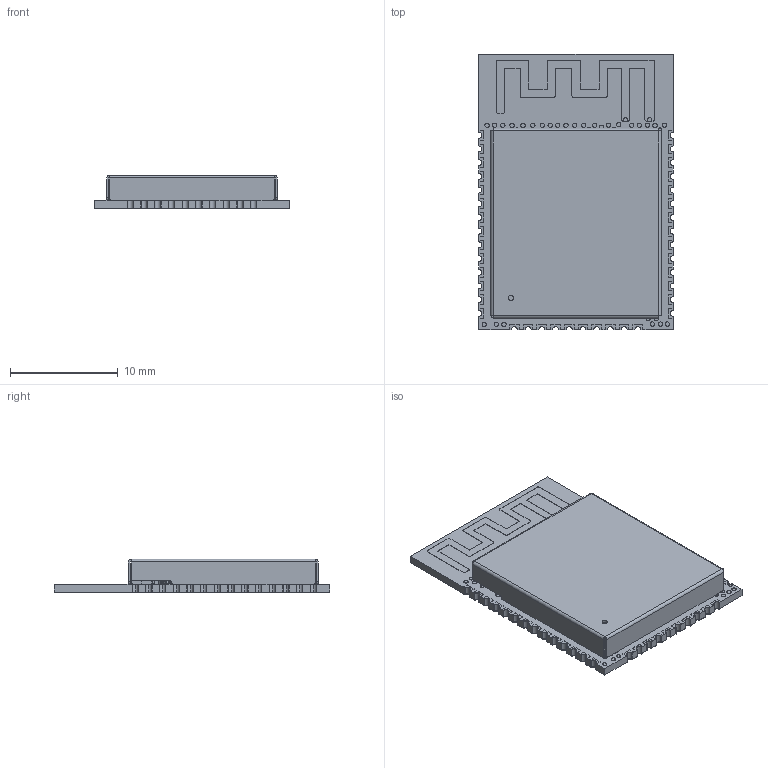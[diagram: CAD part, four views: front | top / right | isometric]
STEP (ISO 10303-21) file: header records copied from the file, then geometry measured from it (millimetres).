
FILE_DESCRIPTION (( 'STEP AP214' ), '1' );
FILE_NAME ('ESP32-WROOM-32E.STEP', '2021-03-08T06:00:57', ( 'madcow' ), ( 'Microsoft' ), 'SwSTEP 2.0', 'SolidWorks 2019', '' );
FILE_SCHEMA (( 'AUTOMOTIVE_DESIGN' ));
Length unit declared in the file: millimetre
Products named in the file (717): uid__1-423^DesignRootModel_PCB_ESP32-WROOM-32E_V1(2)_PCB_ESP32-WROOM-32E_V1; uid__1-507^DesignRootModel_PCB_ESP32-WROOM-32E_V1(2)_PCB_ESP32-WROOM-32E_V1; uid__1-590^DesignRootModel_PCB_ESP32-WROOM-32E_V1(2)_PCB_ESP32-WROOM-32E_V1; uid__1-674^DesignRootModel_PCB_ESP32-WROOM-32E_V1(2)_PCB_ESP32-WROOM-32E_V1; uid__4-78^DesignRootModel_PCB_ESP32-WROOM-32E_V1(2)_bottom; L0201_20210301.STEP^Submodel-L0201_part_DesignRootModel_PCB_ESP32-WROOM-32E_V1(2)_PCB_ESP32-WROOM-32E_V1; uid__4-163^DesignRootModel_PCB_ESP32-WROOM-32E_V1(2)_bottom; uid__4-249^DesignRootModel_PCB_ESP32-WROOM-32E_V1(2)_bottom; uid__1-354^DesignRootModel_PCB_ESP32-WROOM-32E_V1(2)_PCB_ESP32-WROOM-32E_V1; uid__1-438^DesignRootModel_PCB_ESP32-WROOM-32E_V1(2)_PCB_ESP32-WROOM-32E_V1; uid__1-521^DesignRootModel_PCB_ESP32-WROOM-32E_V1(2)_PCB_ESP32-WROOM-32E_V1; uid__1-604^DesignRootModel_PCB_ESP32-WROOM-32E_V1(2)_PCB_ESP32-WROOM-32E_V1; uid__1-688^DesignRootModel_PCB_ESP32-WROOM-32E_V1(2)_PCB_ESP32-WROOM-32E_V1; uid__4-93^DesignRootModel_PCB_ESP32-WROOM-32E_V1(2)_bottom; Submodel-C0201_part^DesignRootModel_PCB_ESP32-WROOM-32E_V1(2)_PCB_ESP32-WROOM-32E_V1; uid__4-178^DesignRootModel_PCB_ESP32-WROOM-32E_V1(2)_bottom; uid__4-263^DesignRootModel_PCB_ESP32-WROOM-32E_V1(2)_bottom; uid__1-369^DesignRootModel_PCB_ESP32-WROOM-32E_V1(2)_PCB_ESP32-WROOM-32E_V1; uid__1-452^DesignRootModel_PCB_ESP32-WROOM-32E_V1(2)_PCB_ESP32-WROOM-32E_V1; uid__1-536^DesignRootModel_PCB_ESP32-WROOM-32E_V1(2)_PCB_ESP32-WROOM-32E_V1; uid__1-619^DesignRootModel_PCB_ESP32-WROOM-32E_V1(2)_PCB_ESP32-WROOM-32E_V1; uid__2428^DesignRootModel_PCB_ESP32-WROOM-32E_V1(2)_PCB_ESP32-WROOM-32E_V1; uid__4-107^DesignRootModel_PCB_ESP32-WROOM-32E_V1(2)_bottom; uid__4-192^DesignRootModel_PCB_ESP32-WROOM-32E_V1(2)_bottom; uid__4-277^DesignRootModel_PCB_ESP32-WROOM-32E_V1(2)_bottom; uid__1-383^DesignRootModel_PCB_ESP32-WROOM-32E_V1(2)_PCB_ESP32-WROOM-32E_V1; uid__1-467^DesignRootModel_PCB_ESP32-WROOM-32E_V1(2)_PCB_ESP32-WROOM-32E_V1; uid__1-550^DesignRootModel_PCB_ESP32-WROOM-32E_V1(2)_PCB_ESP32-WROOM-32E_V1; uid__1-633^DesignRootModel_PCB_ESP32-WROOM-32E_V1(2)_PCB_ESP32-WROOM-32E_V1; uid__4-38^DesignRootModel_PCB_ESP32-WROOM-32E_V1(2)_bottom; uid__4-24^DesignRootModel_PCB_ESP32-WROOM-32E_V1(2)_bottom; uid__4-122^DesignRootModel_PCB_ESP32-WROOM-32E_V1(2)_bottom; C0402_20210301.STEP^Submodel-0402A_part_DesignRootModel_PCB_ESP32-WROOM-32E_V1(2)_PCB_ESP32-WROOM-32E_V1; uid__4-207^DesignRootModel_PCB_ESP32-WROOM-32E_V1(2)_bottom; uid__1-398^DesignRootModel_PCB_ESP32-WROOM-32E_V1(2)_PCB_ESP32-WROOM-32E_V1; uid__1-481^DesignRootModel_PCB_ESP32-WROOM-32E_V1(2)_PCB_ESP32-WROOM-32E_V1; uid__1-565^DesignRootModel_PCB_ESP32-WROOM-32E_V1(2)_PCB_ESP32-WROOM-32E_V1; uid__1-648^DesignRootModel_PCB_ESP32-WROOM-32E_V1(2)_PCB_ESP32-WROOM-32E_V1; uid__4-52^DesignRootModel_PCB_ESP32-WROOM-32E_V1(2)_bottom; uid__4-137^DesignRootModel_PCB_ESP32-WROOM-32E_V1(2)_bottom ...
Assembly tree (773 placements, depth 6):
  ESP32-WROOM-32E
    PCB_ESP32-WROOM-32E_V1(2)^PCB_ESP32-WROOM-32E_V1
      DesignRootModel^PCB_ESP32-WROOM-32E_V1(2)_PCB_ESP32-WROOM-32E_V1
        Submodel-SLP48_5X5_part^DesignRootModel_PCB_ESP32-WROOM-32E_V1(2)_PCB_ESP32-WROOM-32E_V1
          ESP32_5x5_20210301.STEP^Submodel-SLP48_5X5_part_DesignRootModel_PCB_ESP32-WROOM-32E_V1(2)_PCB_ESP32-WROOM-32E_V1
            ESP32_5x5_20210301.STEP^ESP32_5x5_20210301.STEP_Submodel-SLP48_5X5_part_DesignRootModel_PCB_ESP32-WROOM-32E_V1(2)_PCB_ESP32-WROOM-32E_V1
        Submodel-ANT_L_TYPEA_1501846164_part^DesignRootModel_PCB_ESP32-WROOM-32E_V1(2)_PCB_ESP32-WROOM-32E_V1
          trace_1^Submodel-ANT_L_TYPEA_1501846164_part_DesignRootModel_PCB_ESP32-WROOM-32E_V1(2)_PCB_ESP32-WROOM-32E_V1
        Submodel-SOD882_part^DesignRootModel_PCB_ESP32-WROOM-32E_V1(2)_PCB_ESP32-WROOM-32E_V1
          DFN1006.STEP^Submodel-SOD882_part_DesignRootModel_PCB_ESP32-WROOM-32E_V1(2)_PCB_ESP32-WROOM-32E_V1
            DFN1006.STEP^DFN1006.STEP_Submodel-SOD882_part_DesignRootModel_PCB_ESP32-WROOM-32E_V1(2)_PCB_ESP32-WROOM-32E_V1
        Submodel-R0201_part^DesignRootModel_PCB_ESP32-WROOM-32E_V1(2)_PCB_ESP32-WROOM-32E_V1
          R0201_20210301.STEP^Submodel-R0201_part_DesignRootModel_PCB_ESP32-WROOM-32E_V1(2)_PCB_ESP32-WROOM-32E_V1
            R0201_20210301.STEP^R0201_20210301.STEP_Submodel-R0201_part_DesignRootModel_PCB_ESP32-WROOM-32E_V1(2)_PCB_ESP32-WROOM-32E_V1
        Submodel-R0201_part^DesignRootModel_PCB_ESP32-WROOM-32E_V1(2)_PCB_ESP32-WROOM-32E_V1
          R0201_20210301.STEP^Submodel-R0201_part_DesignRootModel_PCB_ESP32-WROOM-32E_V1(2)_PCB_ESP32-WROOM-32E_V1
            R0201_20210301.STEP^R0201_20210301.STEP_Submodel-R0201_part_DesignRootModel_PCB_ESP32-WROOM-32E_V1(2)_PCB_ESP32-WROOM-32E_V1
        Submodel-R0201_part^DesignRootModel_PCB_ESP32-WROOM-32E_V1(2)_PCB_ESP32-WROOM-32E_V1
          R0201_20210301.STEP^Submodel-R0201_part_DesignRootModel_PCB_ESP32-WROOM-32E_V1(2)_PCB_ESP32-WROOM-32E_V1
            R0201_20210301.STEP^R0201_20210301.STEP_Submodel-R0201_part_DesignRootModel_PCB_ESP32-WROOM-32E_V1(2)_PCB_ESP32-WROOM-32E_V1
        Submodel-L0201_part^DesignRootModel_PCB_ESP32-WROOM-32E_V1(2)_PCB_ESP32-WROOM-32E_V1
          L0201_20210301.STEP^Submodel-L0201_part_DesignRootModel_PCB_ESP32-WROOM-32E_V1(2)_PCB_ESP32-WROOM-32E_V1
            L0201_20210301.STEP^L0201_20210301.STEP_Submodel-L0201_part_DesignRootModel_PCB_ESP32-WROOM-32E_V1(2)_PCB_ESP32-WROOM-32E_V1
        Submodel-L0201_part^DesignRootModel_PCB_ESP32-WROOM-32E_V1(2)_PCB_ESP32-WROOM-32E_V1
          L0201_20210301.STEP^Submodel-L0201_part_DesignRootModel_PCB_ESP32-WROOM-32E_V1(2)_PCB_ESP32-WROOM-32E_V1
            L0201_20210301.STEP^L0201_20210301.STEP_Submodel-L0201_part_DesignRootModel_PCB_ESP32-WROOM-32E_V1(2)_PCB_ESP32-WROOM-32E_V1
        Submodel-C0201_part^DesignRootModel_PCB_ESP32-WROOM-32E_V1(2)_PCB_ESP32-WROOM-32E_V1
          C0201_20210301.STEP^Submodel-C0201_part_DesignRootModel_PCB_ESP32-WROOM-32E_V1(2)_PCB_ESP32-WROOM-32E_V1
            C0201_20210301.STEP^C0201_20210301.STEP_Submodel-C0201_part_DesignRootModel_PCB_ESP32-WROOM-32E_V1(2)_PCB_ESP32-WROOM-32E_V1
        Submodel-C0201_part^DesignRootModel_PCB_ESP32-WROOM-32E_V1(2)_PCB_ESP32-WROOM-32E_V1
          C0201_20210301.STEP^Submodel-C0201_part_DesignRootModel_PCB_ESP32-WROOM-32E_V1(2)_PCB_ESP32-WROOM-32E_V1
            C0201_20210301.STEP^C0201_20210301.STEP_Submodel-C0201_part_DesignRootModel_PCB_ESP32-WROOM-32E_V1(2)_PCB_ESP32-WROOM-32E_V1
        Submodel-C0201_part^DesignRootModel_PCB_ESP32-WROOM-32E_V1(2)_PCB_ESP32-WROOM-32E_V1
          C0201_20210301.STEP^Submodel-C0201_part_DesignRootModel_PCB_ESP32-WROOM-32E_V1(2)_PCB_ESP32-WROOM-32E_V1
            C0201_20210301.STEP^C0201_20210301.STEP_Submodel-C0201_part_DesignRootModel_PCB_ESP32-WROOM-32E_V1(2)_PCB_ESP32-WROOM-32E_V1
        Submodel-C0201_part^DesignRootModel_PCB_ESP32-WROOM-32E_V1(2)_PCB_ESP32-WROOM-32E_V1
          C0201_20210301.STEP^Submodel-C0201_part_DesignRootModel_PCB_ESP32-WROOM-32E_V1(2)_PCB_ESP32-WROOM-32E_V1
            C0201_20210301.STEP^C0201_20210301.STEP_Submodel-C0201_part_DesignRootModel_PCB_ESP32-WROOM-32E_V1(2)_PCB_ESP32-WROOM-32E_V1
        Submodel-C0201_part^DesignRootModel_PCB_ESP32-WROOM-32E_V1(2)_PCB_ESP32-WROOM-32E_V1
          C0201_20210301.STEP^Submodel-C0201_part_DesignRootModel_PCB_ESP32-WROOM-32E_V1(2)_PCB_ESP32-WROOM-32E_V1
            C0201_20210301.STEP^C0201_20210301.STEP_Submodel-C0201_part_DesignRootModel_PCB_ESP32-WROOM-32E_V1(2)_PCB_ESP32-WROOM-32E_V1
        Submodel-C0201_part^DesignRootModel_PCB_ESP32-WROOM-32E_V1(2)_PCB_ESP32-WROOM-32E_V1
          C0201_20210301.STEP^Submodel-C0201_part_DesignRootModel_PCB_ESP32-WROOM-32E_V1(2)_PCB_ESP32-WROOM-32E_V1
            C0201_20210301.STEP^C0201_20210301.STEP_Submodel-C0201_part_DesignRootModel_PCB_ESP32-WROOM-32E_V1(2)_PCB_ESP32-WROOM-32E_V1
        Submodel-C0201_part^DesignRootModel_PCB_ESP32-WROOM-32E_V1(2)_PCB_ESP32-WROOM-32E_V1
          C0201_20210301.STEP^Submodel-C0201_part_DesignRootModel_PCB_ESP32-WROOM-32E_V1(2)_PCB_ESP32-WROOM-32E_V1
            C0201_20210301.STEP^C0201_20210301.STEP_Submodel-C0201_part_DesignRootModel_PCB_ESP32-WROOM-32E_V1(2)_PCB_ESP32-WROOM-32E_V1
        Submodel-C0201_part^DesignRootModel_PCB_ESP32-WROOM-32E_V1(2)_PCB_ESP32-WROOM-32E_V1
          C0201_20210301.STEP^Submodel-C0201_part_DesignRootModel_PCB_ESP32-WROOM-32E_V1(2)_PCB_ESP32-WROOM-32E_V1
            C0201_20210301.STEP^C0201_20210301.STEP_Submodel-C0201_part_DesignRootModel_PCB_ESP32-WROOM-32E_V1(2)_PCB_ESP32-WROOM-32E_V1
        Submodel-C0201_part^DesignRootModel_PCB_ESP32-WROOM-32E_V1(2)_PCB_ESP32-WROOM-32E_V1
          C0201_20210301.STEP^Submodel-C0201_part_DesignRootModel_PCB_ESP32-WROOM-32E_V1(2)_PCB_ESP32-WROOM-32E_V1
            C0201_20210301.STEP^C0201_20210301.STEP_Submodel-C0201_part_DesignRootModel_PCB_ESP32-WROOM-32E_V1(2)_PCB_ESP32-WROOM-32E_V1
        Submodel-C0201_part^DesignRootModel_PCB_ESP32-WROOM-32E_V1(2)_PCB_ESP32-WROOM-32E_V1
          C0201_20210301.STEP^Submodel-C0201_part_DesignRootModel_PCB_ESP32-WROOM-32E_V1(2)_PCB_ESP32-WROOM-32E_V1
            C0201_20210301.STEP^C0201_20210301.STEP_Submodel-C0201_part_DesignRootModel_PCB_ESP32-WROOM-32E_V1(2)_PCB_ESP32-WROOM-32E_V1
        Submodel-C0201_part^DesignRootModel_PCB_ESP32-WROOM-32E_V1(2)_PCB_ESP32-WROOM-32E_V1
          C0201_20210301.STEP^Submodel-C0201_part_DesignRootModel_PCB_ESP32-WROOM-32E_V1(2)_PCB_ESP32-WROOM-32E_V1
            C0201_20210301.STEP^C0201_20210301.STEP_Submodel-C0201_part_DesignRootModel_PCB_ESP32-WROOM-32E_V1(2)_PCB_ESP32-WROOM-32E_V1
        Submodel-C0201_part^DesignRootModel_PCB_ESP32-WROOM-32E_V1(2)_PCB_ESP32-WROOM-32E_V1
Bounding box: 18 x 25.5 x 3.1 mm (x, y, z)
Volume: 489 mm3; surface area: 2516.8 mm2
Topology: 738 solids, 739 shells, 5705 faces, 12078 edges, 7752 vertices
Faces by surface type: plane 3623, cylinder 1876, sphere 168, bspline 34, torus 4
Entity records: 146372 total; most frequent: CARTESIAN_POINT 22127, DIRECTION 21745, ORIENTED_EDGE 17364, EDGE_CURVE 8682, AXIS2_PLACEMENT_3D 8018, VERTEX_POINT 5744, VECTOR 5709, LINE 5709
